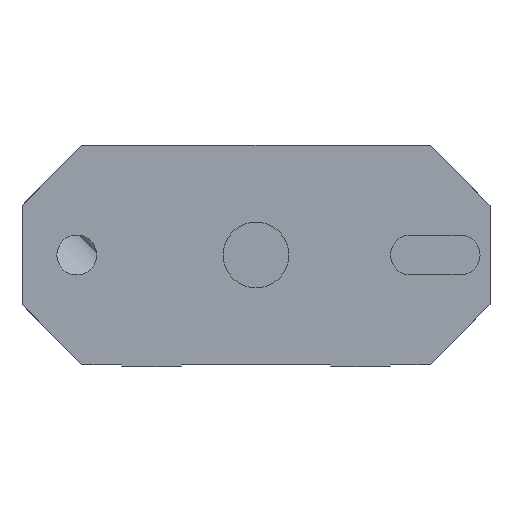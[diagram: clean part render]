
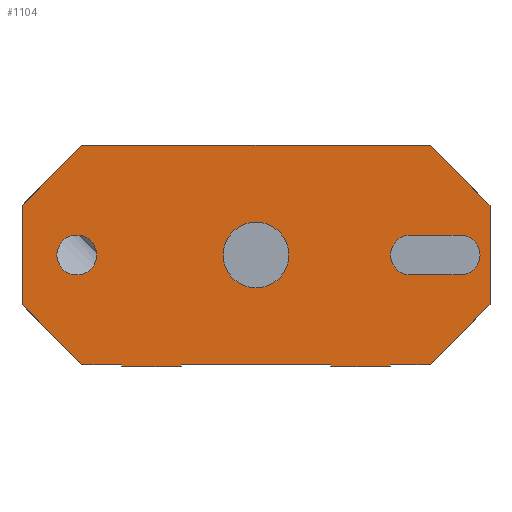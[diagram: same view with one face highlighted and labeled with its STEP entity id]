
A CAD part, front view. The second image highlights one B-rep face of the part: STEP entity #1104.
In plain terms, the highlighted planar face has unit normal (0, -1, 0).
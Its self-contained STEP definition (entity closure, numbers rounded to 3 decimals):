
#17=FACE_BOUND('',#198,.T.);
#18=FACE_BOUND('',#199,.T.);
#19=FACE_BOUND('',#200,.T.);
#44=PLANE('',#1225);
#142=FACE_OUTER_BOUND('',#197,.T.);
#197=EDGE_LOOP('',(#940,#941,#942,#943,#944,#945,#946,#947,#948,#949,#950,
#951,#952,#953,#954,#955));
#198=EDGE_LOOP('',(#956,#957,#958,#959));
#199=EDGE_LOOP('',(#960,#961));
#200=EDGE_LOOP('',(#962));
#233=CIRCLE('',#1180,2.);
#235=CIRCLE('',#1184,2.);
#238=CIRCLE('',#1189,2.);
#239=CIRCLE('',#1190,2.);
#244=CIRCLE('',#1197,3.3);
#269=LINE('',#1616,#370);
#273=LINE('',#1624,#374);
#277=LINE('',#1632,#378);
#284=LINE('',#1651,#385);
#289=LINE('',#1663,#390);
#294=LINE('',#1674,#395);
#299=LINE('',#1685,#400);
#302=LINE('',#1690,#403);
#303=LINE('',#1692,#404);
#306=LINE('',#1698,#407);
#309=LINE('',#1704,#410);
#311=LINE('',#1708,#412);
#312=LINE('',#1712,#413);
#316=LINE('',#1721,#417);
#339=LINE('',#1858,#440);
#344=LINE('',#1868,#445);
#345=LINE('',#1869,#446);
#346=LINE('',#1870,#447);
#370=VECTOR('',#1287,4.);
#374=VECTOR('',#1291,15.);
#378=VECTOR('',#1295,4.);
#385=VECTOR('',#1310,8.485);
#390=VECTOR('',#1319,8.485);
#395=VECTOR('',#1330,8.);
#400=VECTOR('',#1341,10.);
#403=VECTOR('',#1346,10.);
#404=VECTOR('',#1349,10.);
#407=VECTOR('',#1354,10.);
#410=VECTOR('',#1359,10.);
#412=VECTOR('',#1365,10.);
#413=VECTOR('',#1368,10.);
#417=VECTOR('',#1374,10.);
#440=VECTOR('',#1489,8.);
#445=VECTOR('',#1498,35.);
#446=VECTOR('',#1499,8.485);
#447=VECTOR('',#1500,8.485);
#496=VERTEX_POINT('',#1613);
#497=VERTEX_POINT('',#1615);
#500=VERTEX_POINT('',#1621);
#501=VERTEX_POINT('',#1623);
#504=VERTEX_POINT('',#1629);
#505=VERTEX_POINT('',#1631);
#512=VERTEX_POINT('',#1648);
#513=VERTEX_POINT('',#1650);
#518=VERTEX_POINT('',#1662);
#524=VERTEX_POINT('',#1684);
#525=VERTEX_POINT('',#1688);
#527=VERTEX_POINT('',#1696);
#529=VERTEX_POINT('',#1702);
#530=VERTEX_POINT('',#1710);
#531=VERTEX_POINT('',#1711);
#534=VERTEX_POINT('',#1719);
#535=VERTEX_POINT('',#1720);
#541=VERTEX_POINT('',#1742);
#542=VERTEX_POINT('',#1743);
#548=VERTEX_POINT('',#1793);
#568=VERTEX_POINT('',#1855);
#569=VERTEX_POINT('',#1857);
#572=VERTEX_POINT('',#1867);
#603=EDGE_CURVE('',#497,#496,#269,.T.);
#607=EDGE_CURVE('',#501,#500,#273,.T.);
#611=EDGE_CURVE('',#505,#504,#277,.T.);
#621=EDGE_CURVE('',#513,#512,#284,.F.);
#627=EDGE_CURVE('',#518,#505,#289,.T.);
#633=EDGE_CURVE('',#512,#518,#294,.T.);
#638=EDGE_CURVE('',#497,#524,#299,.T.);
#641=EDGE_CURVE('',#500,#525,#302,.T.);
#642=EDGE_CURVE('',#525,#524,#303,.T.);
#645=EDGE_CURVE('',#504,#527,#306,.T.);
#648=EDGE_CURVE('',#527,#529,#309,.T.);
#650=EDGE_CURVE('',#501,#529,#311,.T.);
#651=EDGE_CURVE('',#530,#531,#312,.T.);
#655=EDGE_CURVE('',#534,#535,#316,.T.);
#660=EDGE_CURVE('',#531,#534,#233,.T.);
#662=EDGE_CURVE('',#535,#530,#235,.T.);
#666=EDGE_CURVE('',#541,#542,#238,.T.);
#667=EDGE_CURVE('',#542,#541,#239,.T.);
#676=EDGE_CURVE('',#548,#548,#244,.T.);
#708=EDGE_CURVE('',#568,#569,#339,.T.);
#713=EDGE_CURVE('',#513,#572,#344,.T.);
#714=EDGE_CURVE('',#496,#569,#345,.T.);
#715=EDGE_CURVE('',#568,#572,#346,.F.);
#940=ORIENTED_EDGE('',*,*,#713,.F.);
#941=ORIENTED_EDGE('',*,*,#621,.T.);
#942=ORIENTED_EDGE('',*,*,#633,.T.);
#943=ORIENTED_EDGE('',*,*,#627,.T.);
#944=ORIENTED_EDGE('',*,*,#611,.T.);
#945=ORIENTED_EDGE('',*,*,#645,.T.);
#946=ORIENTED_EDGE('',*,*,#648,.T.);
#947=ORIENTED_EDGE('',*,*,#650,.F.);
#948=ORIENTED_EDGE('',*,*,#607,.T.);
#949=ORIENTED_EDGE('',*,*,#641,.T.);
#950=ORIENTED_EDGE('',*,*,#642,.T.);
#951=ORIENTED_EDGE('',*,*,#638,.F.);
#952=ORIENTED_EDGE('',*,*,#603,.T.);
#953=ORIENTED_EDGE('',*,*,#714,.T.);
#954=ORIENTED_EDGE('',*,*,#708,.F.);
#955=ORIENTED_EDGE('',*,*,#715,.T.);
#956=ORIENTED_EDGE('',*,*,#651,.T.);
#957=ORIENTED_EDGE('',*,*,#660,.T.);
#958=ORIENTED_EDGE('',*,*,#655,.T.);
#959=ORIENTED_EDGE('',*,*,#662,.T.);
#960=ORIENTED_EDGE('',*,*,#666,.T.);
#961=ORIENTED_EDGE('',*,*,#667,.T.);
#962=ORIENTED_EDGE('',*,*,#676,.T.);
#1104=ADVANCED_FACE('',(#142,#17,#18,#19),#44,.F.);
#1180=AXIS2_PLACEMENT_3D('',#1729,#1382,#1383);
#1184=AXIS2_PLACEMENT_3D('',#1733,#1390,#1391);
#1189=AXIS2_PLACEMENT_3D('',#1744,#1401,#1402);
#1190=AXIS2_PLACEMENT_3D('',#1745,#1403,#1404);
#1197=AXIS2_PLACEMENT_3D('',#1795,#1420,#1421);
#1225=AXIS2_PLACEMENT_3D('',#1866,#1496,#1497);
#1287=DIRECTION('',(1.,0.,0.));
#1291=DIRECTION('',(1.,0.,0.));
#1295=DIRECTION('',(1.,0.,0.));
#1310=DIRECTION('',(0.707,0.,0.707));
#1319=DIRECTION('',(0.707,0.,-0.707));
#1330=DIRECTION('',(0.,0.,-1.));
#1341=DIRECTION('',(0.,0.,-1.));
#1346=DIRECTION('',(0.,0.,-1.));
#1349=DIRECTION('',(1.,0.,0.));
#1354=DIRECTION('',(0.,0.,-1.));
#1359=DIRECTION('',(1.,0.,0.));
#1365=DIRECTION('',(0.,0.,-1.));
#1368=DIRECTION('',(-1.,0.,0.));
#1374=DIRECTION('',(1.,0.,0.));
#1382=DIRECTION('center_axis',(0.,1.,0.));
#1383=DIRECTION('ref_axis',(1.,0.,0.));
#1390=DIRECTION('center_axis',(0.,1.,0.));
#1391=DIRECTION('ref_axis',(1.,0.,0.));
#1401=DIRECTION('center_axis',(0.,1.,0.));
#1402=DIRECTION('ref_axis',(1.,0.,0.));
#1403=DIRECTION('center_axis',(0.,1.,0.));
#1404=DIRECTION('ref_axis',(1.,0.,0.));
#1420=DIRECTION('center_axis',(0.,1.,0.));
#1421=DIRECTION('ref_axis',(-1.,0.,0.));
#1489=DIRECTION('',(0.,0.,-1.));
#1496=DIRECTION('center_axis',(0.,1.,0.));
#1497=DIRECTION('ref_axis',(0.,0.,1.));
#1498=DIRECTION('',(1.,0.,0.));
#1499=DIRECTION('',(0.707,0.,0.707));
#1500=DIRECTION('',(0.707,0.,-0.707));
#1613=CARTESIAN_POINT('',(17.5,-94.,-12.));
#1615=CARTESIAN_POINT('',(13.5,-94.,-12.));
#1616=CARTESIAN_POINT('',(13.5,-94.,-12.));
#1621=CARTESIAN_POINT('',(7.5,-94.,-12.));
#1623=CARTESIAN_POINT('',(-7.5,-94.,-12.));
#1624=CARTESIAN_POINT('',(-7.5,-94.,-12.));
#1629=CARTESIAN_POINT('',(-13.5,-94.,-12.));
#1631=CARTESIAN_POINT('',(-17.5,-94.,-12.));
#1632=CARTESIAN_POINT('',(-17.5,-94.,-12.));
#1648=CARTESIAN_POINT('',(-23.5,-94.,4.));
#1650=CARTESIAN_POINT('',(-17.5,-94.,10.));
#1651=CARTESIAN_POINT('',(-23.5,-94.,4.));
#1662=CARTESIAN_POINT('',(-23.5,-94.,-6.));
#1663=CARTESIAN_POINT('',(-23.5,-94.,-6.));
#1674=CARTESIAN_POINT('',(-23.5,-94.,4.));
#1684=CARTESIAN_POINT('',(13.5,-94.,-12.2));
#1685=CARTESIAN_POINT('',(13.5,-94.,-10.58));
#1688=CARTESIAN_POINT('',(7.5,-94.,-12.2));
#1690=CARTESIAN_POINT('',(7.5,-94.,-10.58));
#1692=CARTESIAN_POINT('',(6.75,-94.,-12.2));
#1696=CARTESIAN_POINT('',(-13.5,-94.,-12.2));
#1698=CARTESIAN_POINT('',(-13.5,-94.,-10.58));
#1702=CARTESIAN_POINT('',(-7.5,-94.,-12.2));
#1704=CARTESIAN_POINT('',(-3.75,-94.,-12.2));
#1708=CARTESIAN_POINT('',(-7.5,-94.,-10.58));
#1710=CARTESIAN_POINT('',(20.5,-94.,-3.));
#1711=CARTESIAN_POINT('',(15.5,-94.,-3.));
#1712=CARTESIAN_POINT('',(22.,-94.,-3.));
#1719=CARTESIAN_POINT('',(15.5,-94.,1.));
#1720=CARTESIAN_POINT('',(20.5,-94.,1.));
#1721=CARTESIAN_POINT('',(19.5,-94.,1.));
#1729=CARTESIAN_POINT('Origin',(15.5,-94.,-1.));
#1733=CARTESIAN_POINT('Origin',(20.5,-94.,-1.));
#1742=CARTESIAN_POINT('',(-16.,-94.,-1.));
#1743=CARTESIAN_POINT('',(-20.,-94.,-1.));
#1744=CARTESIAN_POINT('Origin',(-18.,-94.,-1.));
#1745=CARTESIAN_POINT('Origin',(-18.,-94.,-1.));
#1793=CARTESIAN_POINT('',(3.3,-94.,-1.));
#1795=CARTESIAN_POINT('Origin',(0.,-94.,-1.));
#1855=CARTESIAN_POINT('',(23.5,-94.,4.));
#1857=CARTESIAN_POINT('',(23.5,-94.,-6.));
#1858=CARTESIAN_POINT('',(23.5,-94.,4.));
#1866=CARTESIAN_POINT('Origin',(23.5,-94.,10.));
#1867=CARTESIAN_POINT('',(17.5,-94.,10.));
#1868=CARTESIAN_POINT('',(-17.5,-94.,10.));
#1869=CARTESIAN_POINT('',(17.5,-94.,-12.));
#1870=CARTESIAN_POINT('',(17.5,-94.,10.));
